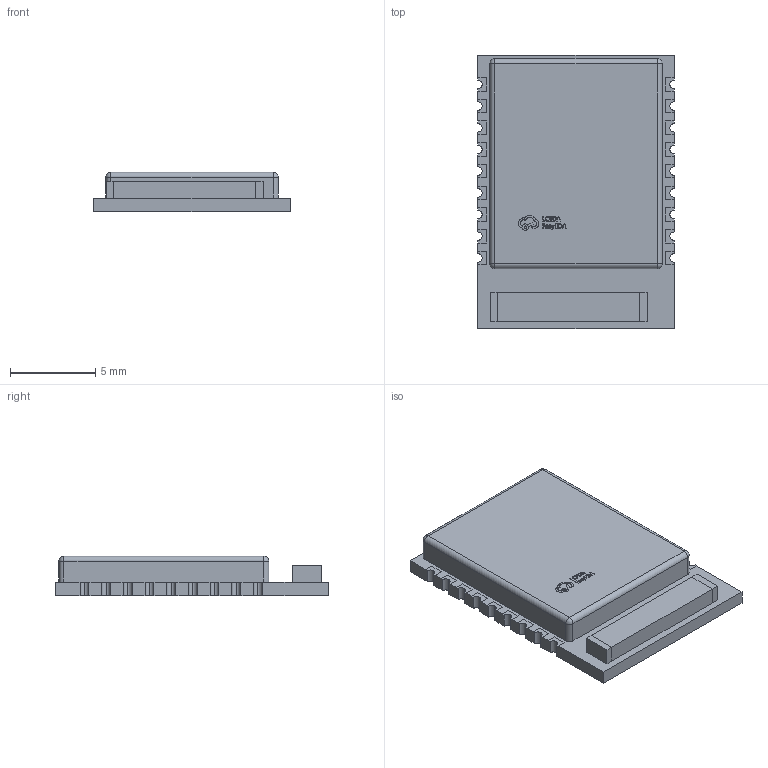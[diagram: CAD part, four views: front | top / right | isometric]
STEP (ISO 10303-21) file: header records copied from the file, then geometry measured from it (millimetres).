
FILE_DESCRIPTION (( 'STEP AP214' ), '1' );
FILE_NAME ('WIRELM-SMD_L16.0-W11.5-H2.3-E104-BT5010A.step', '2022-07-15T13:44:22', ( '' ), ( '' ), 'SwSTEP 2.0', 'SolidWorks 2020', '' );
FILE_SCHEMA (( 'AUTOMOTIVE_DESIGN' ));
Length unit declared in the file: millimetre
Products named in the file (1): WIRELM-SMD_L16.0-W11.5-H2.3-E104-BT5010A
Bounding box: 11.5 x 16 x 2.32 mm (x, y, z)
Volume: 349.2 mm3; surface area: 497.1 mm2
Topology: 14 solids, 14 shells, 359 faces, 1084 edges, 764 vertices
Faces by surface type: plane 222, bspline 98, cylinder 35, sphere 4
Entity records: 16991 total; most frequent: CARTESIAN_POINT 3706, ORIENTED_EDGE 2160, DIRECTION 1460, EDGE_CURVE 1080, VECTOR 796, LINE 796, VERTEX_POINT 764, EDGE_LOOP 386
